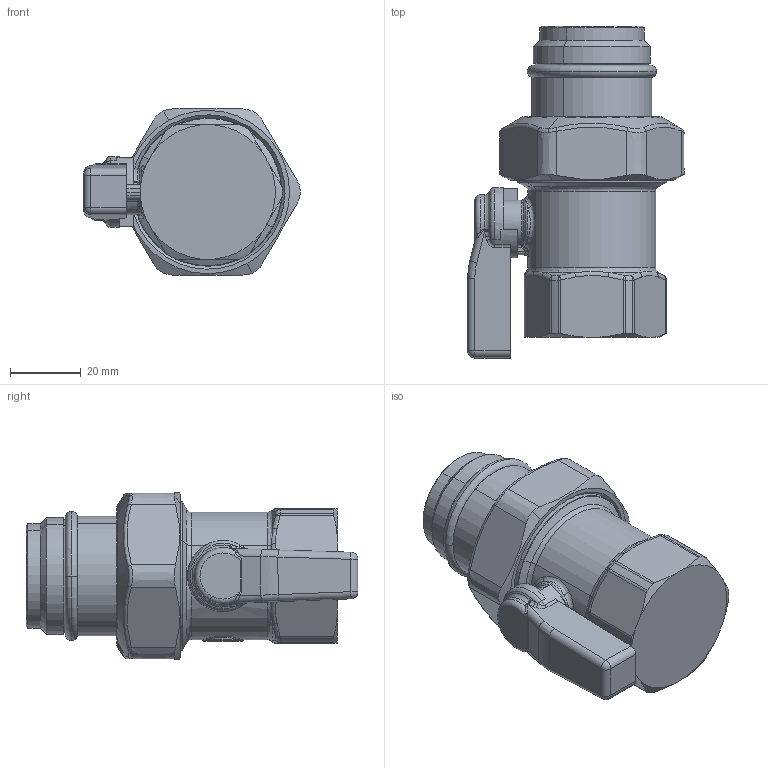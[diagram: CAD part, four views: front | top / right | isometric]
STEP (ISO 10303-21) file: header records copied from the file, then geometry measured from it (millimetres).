
FILE_DESCRIPTION(('CATIA V5 STEP Exchange'),'2;1');
FILE_NAME('STEP_391066_-_TST.stp','2018-12-06T10:59:55+00:00',('none'),('none'),'CATIA Version 5-6 Release 2016 SP4','CATIA V5 STEP AP203','none');
FILE_SCHEMA(('CONFIG_CONTROL_DESIGN'));
Products named in the file (1): 391066 - TST
Bounding box: 60.99 x 93.52 x 46.79 mm (x, y, z)
Volume: 108937 mm3; surface area: 20025.1 mm2
Topology: 1 solids, 3 shells, 798 faces, 1867 edges, 1009 vertices
Faces by surface type: bspline 420, cylinder 109, sphere 78, plane 66, cone 62, torus 59, revolution 4
Entity records: 40598 total; most frequent: CARTESIAN_POINT 27035, ORIENTED_EDGE 3572, EDGE_CURVE 1786, DIRECTION 1247, B_SPLINE_CURVE_WITH_KNOTS 1149, VERTEX_POINT 1009, EDGE_LOOP 819, ADVANCED_FACE 798
